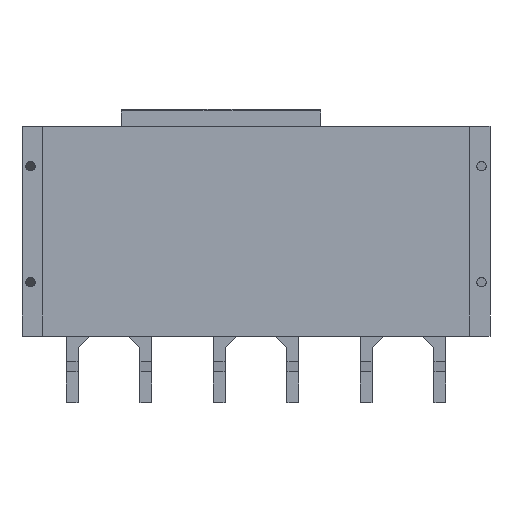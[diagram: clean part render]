
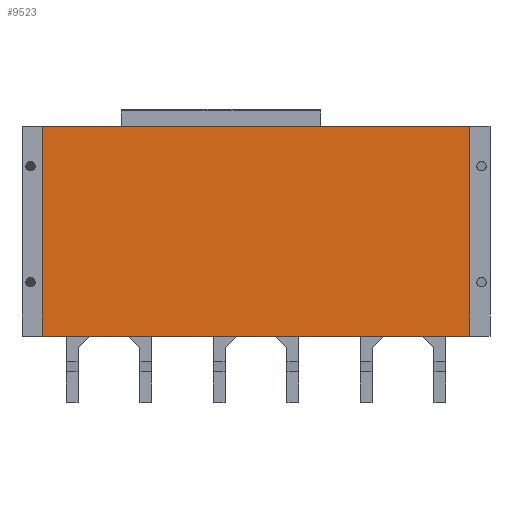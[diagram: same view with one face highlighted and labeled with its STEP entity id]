
A CAD part, front view. The second image highlights one B-rep face of the part: STEP entity #9523.
In plain terms, the highlighted planar face has unit normal (0, -1, 0).
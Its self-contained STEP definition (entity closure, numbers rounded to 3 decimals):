
#1448 = CARTESIAN_POINT ( 'NONE',  ( 276.5, 0., -271. ) ) ;
#1522 = EDGE_CURVE ( 'NONE', #12400, #6638, #9279, .T. ) ;
#1573 = CARTESIAN_POINT ( 'NONE',  ( 276.5, 0., -271. ) ) ;
#1872 = ORIENTED_EDGE ( 'NONE', *, *, #3612, .F. ) ;
#2182 = CARTESIAN_POINT ( 'NONE',  ( 276.5, 0., -271. ) ) ;
#2906 = ORIENTED_EDGE ( 'NONE', *, *, #1522, .F. ) ;
#3198 = EDGE_LOOP ( 'NONE', ( #1872, #2906, #16281, #17325 ) ) ;
#3612 = EDGE_CURVE ( 'NONE', #6638, #21199, #15491, .T. ) ;
#3662 = CARTESIAN_POINT ( 'NONE',  ( -276.5, 0., -271. ) ) ;
#4822 = LINE ( 'NONE', #1573, #11641 ) ;
#4923 = DIRECTION ( 'NONE',  ( 1., 0., 0. ) ) ;
#5580 = DIRECTION ( 'NONE',  ( 0., 0., 1. ) ) ;
#5858 = CARTESIAN_POINT ( 'NONE',  ( 276.5, 0., 0. ) ) ;
#5895 = DIRECTION ( 'NONE',  ( 1., 0., 0. ) ) ;
#6415 = VERTEX_POINT ( 'NONE', #2182 ) ;
#6638 = VERTEX_POINT ( 'NONE', #11893 ) ;
#6792 = DIRECTION ( 'NONE',  ( 0., 0., 1. ) ) ;
#7919 = VECTOR ( 'NONE', #5895, 1000. ) ;
#9279 = LINE ( 'NONE', #17848, #13915 ) ;
#9523 = ADVANCED_FACE ( 'NONE', ( #17304 ), #22770, .T. ) ;
#10879 = AXIS2_PLACEMENT_3D ( 'NONE', #1448, #15460, #4923 ) ;
#11641 = VECTOR ( 'NONE', #6792, 1000. ) ;
#11893 = CARTESIAN_POINT ( 'NONE',  ( -276.5, 0., 0. ) ) ;
#12147 = CARTESIAN_POINT ( 'NONE',  ( 276.5, 0., 0. ) ) ;
#12400 = VERTEX_POINT ( 'NONE', #3662 ) ;
#13915 = VECTOR ( 'NONE', #5580, 1000. ) ;
#14688 = CARTESIAN_POINT ( 'NONE',  ( 276.5, 0., -271. ) ) ;
#15460 = DIRECTION ( 'NONE',  ( 0., -1., 0. ) ) ;
#15491 = LINE ( 'NONE', #12147, #16787 ) ;
#16281 = ORIENTED_EDGE ( 'NONE', *, *, #18840, .T. ) ;
#16787 = VECTOR ( 'NONE', #17232, 1000. ) ;
#17232 = DIRECTION ( 'NONE',  ( 1., 0., 0. ) ) ;
#17304 = FACE_OUTER_BOUND ( 'NONE', #3198, .T. ) ;
#17325 = ORIENTED_EDGE ( 'NONE', *, *, #19107, .T. ) ;
#17848 = CARTESIAN_POINT ( 'NONE',  ( -276.5, 0., -271. ) ) ;
#18840 = EDGE_CURVE ( 'NONE', #12400, #6415, #21756, .T. ) ;
#19107 = EDGE_CURVE ( 'NONE', #6415, #21199, #4822, .T. ) ;
#21199 = VERTEX_POINT ( 'NONE', #5858 ) ;
#21756 = LINE ( 'NONE', #14688, #7919 ) ;
#22770 = PLANE ( 'NONE',  #10879 ) ;
